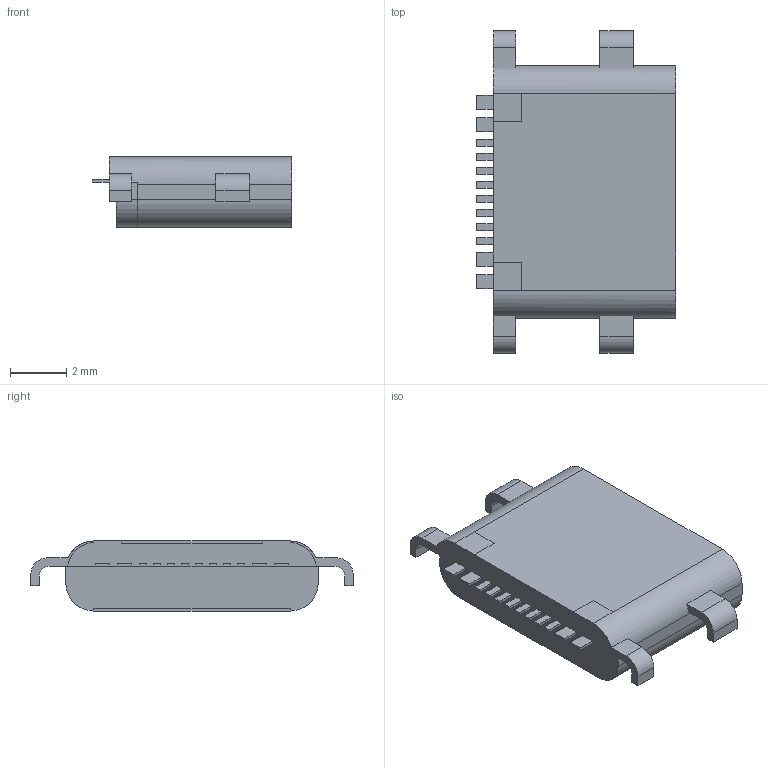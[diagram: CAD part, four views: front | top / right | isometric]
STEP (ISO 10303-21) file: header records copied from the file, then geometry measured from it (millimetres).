
FILE_DESCRIPTION(/* description */ (''),/* implementation_level */ '2;1');
FILE_NAME(/* name */ 'USB-C MC-314C-4P16.stp',/* time_stamp */ '2022-11-03T18:17:34+01:00',/* author */ (''),/* organization */ (''),/* preprocessor_version */ 'ST-DEVELOPER v15.2',/* originating_system */ 'Autodesk Translator Framework v2.0.0.5431',/* authorisation */ '');
FILE_SCHEMA (('AUTOMOTIVE_DESIGN { 1 0 10303 214 3 1 1 }'));
Length unit declared in the file: centimetre
Products named in the file (1): kicad_usbc
Bounding box: 7.1 x 11.5 x 2.5 mm (x, y, z)
Volume: 60.8 mm3; surface area: 447.4 mm2
Topology: 15 solids, 15 shells, 167 faces, 396 edges, 262 vertices
Faces by surface type: plane 145, cylinder 22
Entity records: 4773 total; most frequent: CARTESIAN_POINT 826, ORIENTED_EDGE 792, DIRECTION 784, EDGE_CURVE 396, LINE 344, VECTOR 344, VERTEX_POINT 262, AXIS2_PLACEMENT_3D 220
